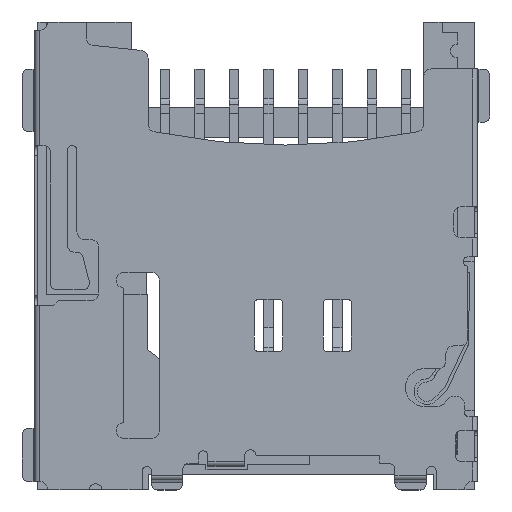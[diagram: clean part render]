
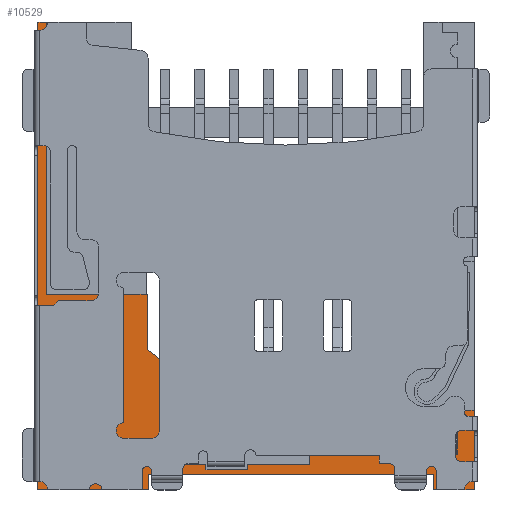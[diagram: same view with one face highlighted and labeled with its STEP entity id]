
A CAD part, top view. The second image highlights one B-rep face of the part: STEP entity #10529.
In plain terms, the highlighted planar face has unit normal (0, 0, 1).
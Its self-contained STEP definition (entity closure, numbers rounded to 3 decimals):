
#372=PLANE('',#11475);
#932=FACE_OUTER_BOUND('',#1518,.T.);
#1518=EDGE_LOOP('',(#9395,#9396,#9397,#9398,#9399,#9400,#9401,#9402,#9403,
#9404,#9405,#9406,#9407,#9408,#9409,#9410,#9411,#9412,#9413,#9414,#9415,
#9416));
#2547=LINE('',#17224,#3707);
#2548=LINE('',#17226,#3708);
#2549=LINE('',#17228,#3709);
#2550=LINE('',#17230,#3710);
#2551=LINE('',#17232,#3711);
#2552=LINE('',#17234,#3712);
#2553=LINE('',#17236,#3713);
#2554=LINE('',#17238,#3714);
#2555=LINE('',#17240,#3715);
#2556=LINE('',#17242,#3716);
#2557=LINE('',#17244,#3717);
#2558=LINE('',#17246,#3718);
#2559=LINE('',#17248,#3719);
#2560=LINE('',#17250,#3720);
#2561=LINE('',#17252,#3721);
#2562=LINE('',#17254,#3722);
#2563=LINE('',#17256,#3723);
#2564=LINE('',#17258,#3724);
#2565=LINE('',#17260,#3725);
#2566=LINE('',#17262,#3726);
#2567=LINE('',#17264,#3727);
#2568=LINE('',#17265,#3728);
#3707=VECTOR('',#14202,1000.);
#3708=VECTOR('',#14203,1000.);
#3709=VECTOR('',#14204,1000.);
#3710=VECTOR('',#14205,1000.);
#3711=VECTOR('',#14206,1000.);
#3712=VECTOR('',#14207,1000.);
#3713=VECTOR('',#14208,1000.);
#3714=VECTOR('',#14209,1000.);
#3715=VECTOR('',#14210,1000.);
#3716=VECTOR('',#14211,1000.);
#3717=VECTOR('',#14212,1000.);
#3718=VECTOR('',#14213,1000.);
#3719=VECTOR('',#14214,1000.);
#3720=VECTOR('',#14215,1000.);
#3721=VECTOR('',#14216,1000.);
#3722=VECTOR('',#14217,1000.);
#3723=VECTOR('',#14218,1000.);
#3724=VECTOR('',#14219,1000.);
#3725=VECTOR('',#14220,1000.);
#3726=VECTOR('',#14221,1000.);
#3727=VECTOR('',#14222,1000.);
#3728=VECTOR('',#14223,1000.);
#5116=VERTEX_POINT('',#17222);
#5117=VERTEX_POINT('',#17223);
#5118=VERTEX_POINT('',#17225);
#5119=VERTEX_POINT('',#17227);
#5120=VERTEX_POINT('',#17229);
#5121=VERTEX_POINT('',#17231);
#5122=VERTEX_POINT('',#17233);
#5123=VERTEX_POINT('',#17235);
#5124=VERTEX_POINT('',#17237);
#5125=VERTEX_POINT('',#17239);
#5126=VERTEX_POINT('',#17241);
#5127=VERTEX_POINT('',#17243);
#5128=VERTEX_POINT('',#17245);
#5129=VERTEX_POINT('',#17247);
#5130=VERTEX_POINT('',#17249);
#5131=VERTEX_POINT('',#17251);
#5132=VERTEX_POINT('',#17253);
#5133=VERTEX_POINT('',#17255);
#5134=VERTEX_POINT('',#17257);
#5135=VERTEX_POINT('',#17259);
#5136=VERTEX_POINT('',#17261);
#5137=VERTEX_POINT('',#17263);
#6568=EDGE_CURVE('',#5116,#5117,#2547,.T.);
#6569=EDGE_CURVE('',#5118,#5116,#2548,.T.);
#6570=EDGE_CURVE('',#5119,#5118,#2549,.T.);
#6571=EDGE_CURVE('',#5120,#5119,#2550,.T.);
#6572=EDGE_CURVE('',#5121,#5120,#2551,.T.);
#6573=EDGE_CURVE('',#5122,#5121,#2552,.T.);
#6574=EDGE_CURVE('',#5123,#5122,#2553,.T.);
#6575=EDGE_CURVE('',#5124,#5123,#2554,.T.);
#6576=EDGE_CURVE('',#5125,#5124,#2555,.T.);
#6577=EDGE_CURVE('',#5126,#5125,#2556,.T.);
#6578=EDGE_CURVE('',#5127,#5126,#2557,.T.);
#6579=EDGE_CURVE('',#5128,#5127,#2558,.T.);
#6580=EDGE_CURVE('',#5129,#5128,#2559,.T.);
#6581=EDGE_CURVE('',#5130,#5129,#2560,.T.);
#6582=EDGE_CURVE('',#5131,#5130,#2561,.T.);
#6583=EDGE_CURVE('',#5132,#5131,#2562,.T.);
#6584=EDGE_CURVE('',#5133,#5132,#2563,.T.);
#6585=EDGE_CURVE('',#5134,#5133,#2564,.T.);
#6586=EDGE_CURVE('',#5135,#5134,#2565,.T.);
#6587=EDGE_CURVE('',#5136,#5135,#2566,.T.);
#6588=EDGE_CURVE('',#5137,#5136,#2567,.T.);
#6589=EDGE_CURVE('',#5117,#5137,#2568,.T.);
#9395=ORIENTED_EDGE('',*,*,#6568,.F.);
#9396=ORIENTED_EDGE('',*,*,#6569,.F.);
#9397=ORIENTED_EDGE('',*,*,#6570,.F.);
#9398=ORIENTED_EDGE('',*,*,#6571,.F.);
#9399=ORIENTED_EDGE('',*,*,#6572,.F.);
#9400=ORIENTED_EDGE('',*,*,#6573,.F.);
#9401=ORIENTED_EDGE('',*,*,#6574,.F.);
#9402=ORIENTED_EDGE('',*,*,#6575,.F.);
#9403=ORIENTED_EDGE('',*,*,#6576,.F.);
#9404=ORIENTED_EDGE('',*,*,#6577,.F.);
#9405=ORIENTED_EDGE('',*,*,#6578,.F.);
#9406=ORIENTED_EDGE('',*,*,#6579,.F.);
#9407=ORIENTED_EDGE('',*,*,#6580,.F.);
#9408=ORIENTED_EDGE('',*,*,#6581,.F.);
#9409=ORIENTED_EDGE('',*,*,#6582,.F.);
#9410=ORIENTED_EDGE('',*,*,#6583,.F.);
#9411=ORIENTED_EDGE('',*,*,#6584,.F.);
#9412=ORIENTED_EDGE('',*,*,#6585,.F.);
#9413=ORIENTED_EDGE('',*,*,#6586,.F.);
#9414=ORIENTED_EDGE('',*,*,#6587,.F.);
#9415=ORIENTED_EDGE('',*,*,#6588,.F.);
#9416=ORIENTED_EDGE('',*,*,#6589,.F.);
#10529=ADVANCED_FACE('',(#932),#372,.F.);
#11475=AXIS2_PLACEMENT_3D('',#17221,#14200,#14201);
#14200=DIRECTION('center_axis',(0.,0.,
-1.));
#14201=DIRECTION('ref_axis',(0.,1.,0.));
#14202=DIRECTION('',(0.,-1.,0.));
#14203=DIRECTION('',(1.,0.,0.));
#14204=DIRECTION('',(0.,1.,0.));
#14205=DIRECTION('',(1.,0.,0.));
#14206=DIRECTION('',(0.,1.,0.));
#14207=DIRECTION('',(1.,0.,0.));
#14208=DIRECTION('',(0.,1.,0.));
#14209=DIRECTION('',(1.,0.,0.));
#14210=DIRECTION('',(0.,-1.,0.));
#14211=DIRECTION('',(1.,0.,0.));
#14212=DIRECTION('',(0.,-1.,0.));
#14213=DIRECTION('',(0.79,-0.613,0.));
#14214=DIRECTION('',(0.,-1.,0.));
#14215=DIRECTION('',(1.,0.,0.));
#14216=DIRECTION('',(0.,-1.,0.));
#14217=DIRECTION('',(1.,0.,0.));
#14218=DIRECTION('',(0.,1.,0.));
#14219=DIRECTION('',(-1.,0.,0.));
#14220=DIRECTION('',(0.,-1.,0.));
#14221=DIRECTION('',(-1.,0.,0.));
#14222=DIRECTION('',(0.,1.,0.));
#14223=DIRECTION('',(-1.,0.,0.));
#17221=CARTESIAN_POINT('Origin',(0.,-7.475,1.35));
#17222=CARTESIAN_POINT('',(6.97,-4.927,1.35));
#17223=CARTESIAN_POINT('',(6.97,-7.475,1.35));
#17224=CARTESIAN_POINT('',(6.97,-7.475,1.35));
#17225=CARTESIAN_POINT('',(6.428,-4.927,1.35));
#17226=CARTESIAN_POINT('',(4.97,-4.927,1.35));
#17227=CARTESIAN_POINT('',(6.428,-6.33,1.35));
#17228=CARTESIAN_POINT('',(6.428,6.34,1.35));
#17229=CARTESIAN_POINT('',(1.721,-6.33,1.35));
#17230=CARTESIAN_POINT('',(6.428,-6.33,1.35));
#17231=CARTESIAN_POINT('',(1.721,-6.648,1.35));
#17232=CARTESIAN_POINT('',(1.721,-6.33,1.35));
#17233=CARTESIAN_POINT('',(-0.27,-6.648,1.35));
#17234=CARTESIAN_POINT('',(1.721,-6.648,1.35));
#17235=CARTESIAN_POINT('',(-0.27,-6.835,1.35));
#17236=CARTESIAN_POINT('',(-0.27,-6.648,1.35));
#17237=CARTESIAN_POINT('',(-1.598,-6.835,1.35));
#17238=CARTESIAN_POINT('',(-1.598,-6.835,1.35));
#17239=CARTESIAN_POINT('',(-1.598,-6.648,1.35));
#17240=CARTESIAN_POINT('',(-1.598,-6.648,1.35));
#17241=CARTESIAN_POINT('',(-2.741,-6.648,1.35));
#17242=CARTESIAN_POINT('',(1.721,-6.648,1.35));
#17243=CARTESIAN_POINT('',(-2.741,-3.562,1.35));
#17244=CARTESIAN_POINT('',(-2.741,-6.648,1.35));
#17245=CARTESIAN_POINT('',(-3.481,-2.988,1.35));
#17246=CARTESIAN_POINT('',(-2.741,-3.562,1.35));
#17247=CARTESIAN_POINT('',(-3.481,-1.223,1.35));
#17248=CARTESIAN_POINT('',(-3.481,-2.988,1.35));
#17249=CARTESIAN_POINT('',(-6.694,-1.223,1.35));
#17250=CARTESIAN_POINT('',(-3.481,-1.223,1.35));
#17251=CARTESIAN_POINT('',(-6.694,7.475,1.35));
#17252=CARTESIAN_POINT('',(-6.694,-1.223,1.35));
#17253=CARTESIAN_POINT('',(-6.97,7.475,1.35));
#17254=CARTESIAN_POINT('',(-6.97,7.475,1.35));
#17255=CARTESIAN_POINT('',(-6.97,-7.475,1.35));
#17256=CARTESIAN_POINT('',(-6.97,-7.475,1.35));
#17257=CARTESIAN_POINT('',(-3.44,-7.475,1.35));
#17258=CARTESIAN_POINT('',(-6.97,-7.475,1.35));
#17259=CARTESIAN_POINT('',(-3.44,-6.975,1.35));
#17260=CARTESIAN_POINT('',(-3.44,-7.475,1.35));
#17261=CARTESIAN_POINT('',(5.67,-6.975,1.35));
#17262=CARTESIAN_POINT('',(-3.44,-6.975,1.35));
#17263=CARTESIAN_POINT('',(5.67,-7.475,1.35));
#17264=CARTESIAN_POINT('',(5.67,-7.475,1.35));
#17265=CARTESIAN_POINT('',(-6.97,-7.475,1.35));
